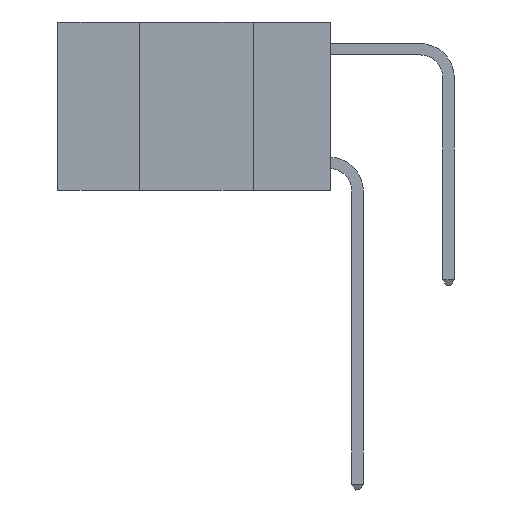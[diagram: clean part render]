
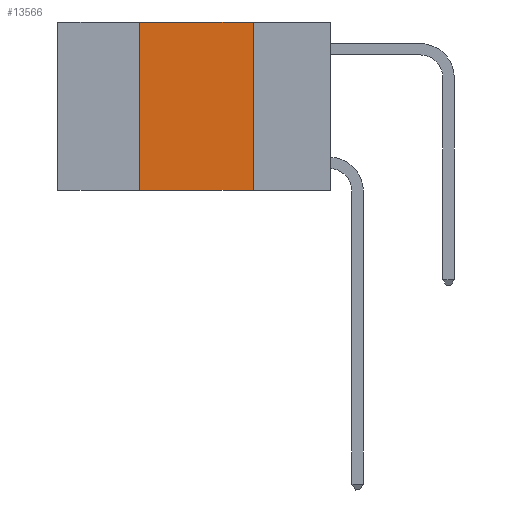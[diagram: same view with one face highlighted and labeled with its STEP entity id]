
A CAD part, left-side view. The second image highlights one B-rep face of the part: STEP entity #13566.
In plain terms, the highlighted planar face has unit normal (-1, 0, 0).
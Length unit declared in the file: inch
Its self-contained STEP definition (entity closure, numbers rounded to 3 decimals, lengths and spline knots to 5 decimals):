
#2197 = LINE ( 'NONE', #12099, #8911 ) ;
#3367 = CARTESIAN_POINT ( 'NONE',  ( 0., 0.42, 0. ) ) ;
#4335 = VERTEX_POINT ( 'NONE', #3367 ) ;
#5350 = AXIS2_PLACEMENT_3D ( 'NONE', #23360, #8320, #25845 ) ;
#5753 = LINE ( 'NONE', #16662, #30798 ) ;
#7166 = DIRECTION ( 'NONE',  ( 0., -1., 0. ) ) ;
#7167 = LINE ( 'NONE', #24719, #9544 ) ;
#8320 = DIRECTION ( 'NONE',  ( 1., 0., 0. ) ) ;
#8911 = VECTOR ( 'NONE', #24545, 39.37008 ) ;
#9544 = VECTOR ( 'NONE', #7166, 39.37008 ) ;
#9676 = ORIENTED_EDGE ( 'NONE', *, *, #26344, .T. ) ;
#10864 = ORIENTED_EDGE ( 'NONE', *, *, #24007, .F. ) ;
#11249 = EDGE_LOOP ( 'NONE', ( #32297, #29594, #10864, #9676 ) ) ;
#11553 = LINE ( 'NONE', #16419, #24069 ) ;
#12099 = CARTESIAN_POINT ( 'NONE',  ( 0., 0.42, 0. ) ) ;
#12491 = FACE_OUTER_BOUND ( 'NONE', #11249, .T. ) ;
#13308 = PLANE ( 'NONE',  #5350 ) ;
#13542 = VERTEX_POINT ( 'NONE', #25739 ) ;
#13566 = ADVANCED_FACE ( 'NONE', ( #12491 ), #13308, .F. ) ;
#16419 = CARTESIAN_POINT ( 'NONE',  ( 0., 0.17, 0. ) ) ;
#16662 = CARTESIAN_POINT ( 'NONE',  ( 0., 0.6, 0. ) ) ;
#18464 = CARTESIAN_POINT ( 'NONE',  ( 0., 0.42, -0.37 ) ) ;
#19139 = DIRECTION ( 'NONE',  ( 0., -1., 0. ) ) ;
#21393 = DIRECTION ( 'NONE',  ( 0., 0., -1. ) ) ;
#23125 = CARTESIAN_POINT ( 'NONE',  ( 0., 0.17, 0. ) ) ;
#23360 = CARTESIAN_POINT ( 'NONE',  ( 0., 0.6, 0. ) ) ;
#24007 = EDGE_CURVE ( 'NONE', #25733, #4335, #2197, .T. ) ;
#24069 = VECTOR ( 'NONE', #21393, 39.37008 ) ;
#24545 = DIRECTION ( 'NONE',  ( 0., 0., 1. ) ) ;
#24719 = CARTESIAN_POINT ( 'NONE',  ( 0., 0.6, -0.37 ) ) ;
#25733 = VERTEX_POINT ( 'NONE', #18464 ) ;
#25739 = CARTESIAN_POINT ( 'NONE',  ( 0., 0.17, -0.37 ) ) ;
#25845 = DIRECTION ( 'NONE',  ( 0., 0., -1. ) ) ;
#26344 = EDGE_CURVE ( 'NONE', #25733, #13542, #7167, .T. ) ;
#27776 = VERTEX_POINT ( 'NONE', #23125 ) ;
#28699 = EDGE_CURVE ( 'NONE', #27776, #13542, #11553, .T. ) ;
#29594 = ORIENTED_EDGE ( 'NONE', *, *, #31344, .F. ) ;
#30798 = VECTOR ( 'NONE', #19139, 39.37008 ) ;
#31344 = EDGE_CURVE ( 'NONE', #4335, #27776, #5753, .T. ) ;
#32297 = ORIENTED_EDGE ( 'NONE', *, *, #28699, .F. ) ;
